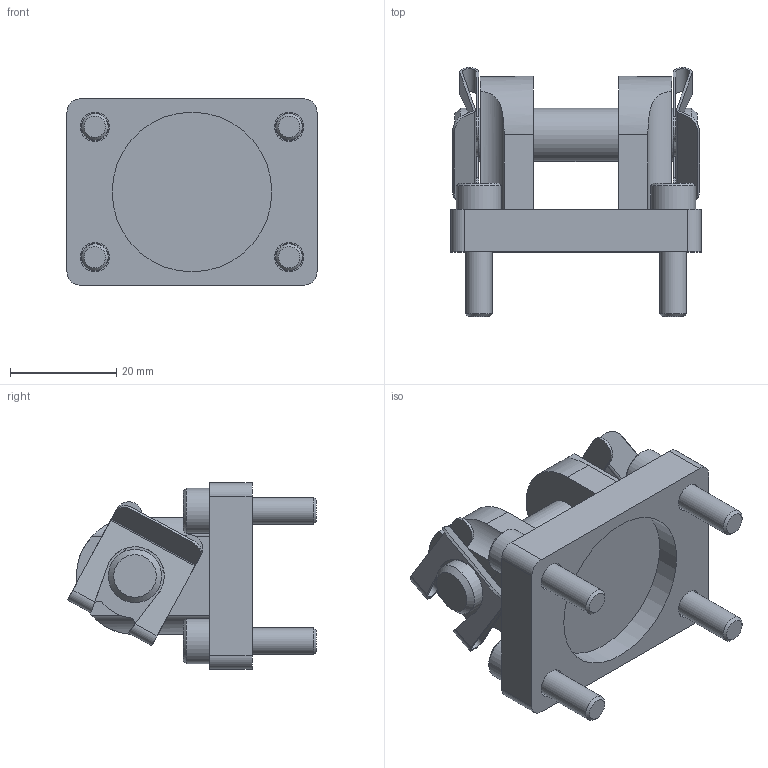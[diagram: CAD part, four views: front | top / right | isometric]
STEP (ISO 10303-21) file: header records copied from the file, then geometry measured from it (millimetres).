
FILE_DESCRIPTION(/* description */ ('STEP AP214'),/* implementation_level */ '2;1');
FILE_NAME(/* name */ '30798_SZB-32',/* time_stamp */ '2024-09-15T15:13:42+02:00',/* author */ ('License CC BY-ND 4.0'),/* organization */ ('CADENAS'),/* preprocessor_version */ 'ST-DEVELOPER v19.3',/* originating_system */ 'PARTsolutions',/* authorisation */ ' ');
FILE_SCHEMA (('AUTOMOTIVE_DESIGN {1 0 10303 214 3 1 1}'));
Length unit declared in the file: millimetre
Products named in the file (5): 30798 SZB-32; 30798 SZB-32---(F); 369462 BZ-10-036,5-AA (45.5); 210029 10 SXN 08 VERZINKT:SL; DIN-912 - M5x20(F)
Assembly tree (8 placements, depth 2):
  30798 SZB-32
    30798 SZB-32---(F)
    369462 BZ-10-036,5-AA (45.5)
    210029 10 SXN 08 VERZINKT:SL  x2
    DIN-912 - M5x20(F)  x4
Bounding box: 47 x 46.78 x 35 mm (x, y, z)
Volume: 23173.5 mm3; surface area: 14620.7 mm2
Topology: 8 solids, 8 shells, 217 faces, 492 edges, 298 vertices
Faces by surface type: plane 111, cylinder 60, cone 46
Full cylindrical faces by diameter (mm): 5 x4, 5.5 x4, 8 x2, 8.5 x4, 9.8 x4, 10 x5, 30 x1
Entity records: 3073 total; most frequent: CARTESIAN_POINT 541, DIRECTION 530, ORIENTED_EDGE 436, EDGE_CURVE 218, AXIS2_PLACEMENT_3D 210, VERTEX_POINT 153, FACE_BOUND 151, EDGE_LOOP 150
